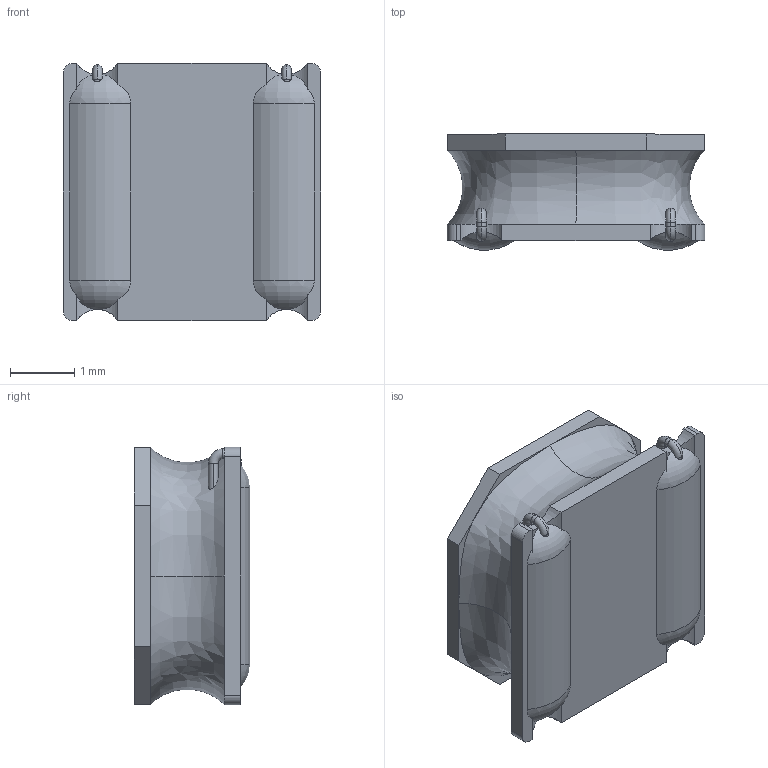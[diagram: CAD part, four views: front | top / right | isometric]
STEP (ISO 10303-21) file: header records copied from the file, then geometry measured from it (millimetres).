
FILE_DESCRIPTION (( 'STEP AP214' ), '1' );
FILE_NAME ('SDER041H-2R2MS.STEP', '2025-05-07T19:21:02', ( '' ), ( '' ), 'SwSTEP 2.0', 'SolidWorks 2021', '' );
FILE_SCHEMA (( 'AUTOMOTIVE_DESIGN' ));
Length unit declared in the file: millimetre
Products named in the file (1): SDER041H-2R2MS
Bounding box: 4 x 1.8 x 4 mm (x, y, z)
Volume: 21.6 mm3; surface area: 126.2 mm2
Topology: 9 solids, 9 shells, 90 faces, 196 edges, 124 vertices
Faces by surface type: cylinder 36, plane 30, torus 18, bspline 6
Entity records: 3114 total; most frequent: CARTESIAN_POINT 1117, ORIENTED_EDGE 392, DIRECTION 368, EDGE_CURVE 196, AXIS2_PLACEMENT_3D 143, VERTEX_POINT 124, ADVANCED_FACE 90, FACE_OUTER_BOUND 90
